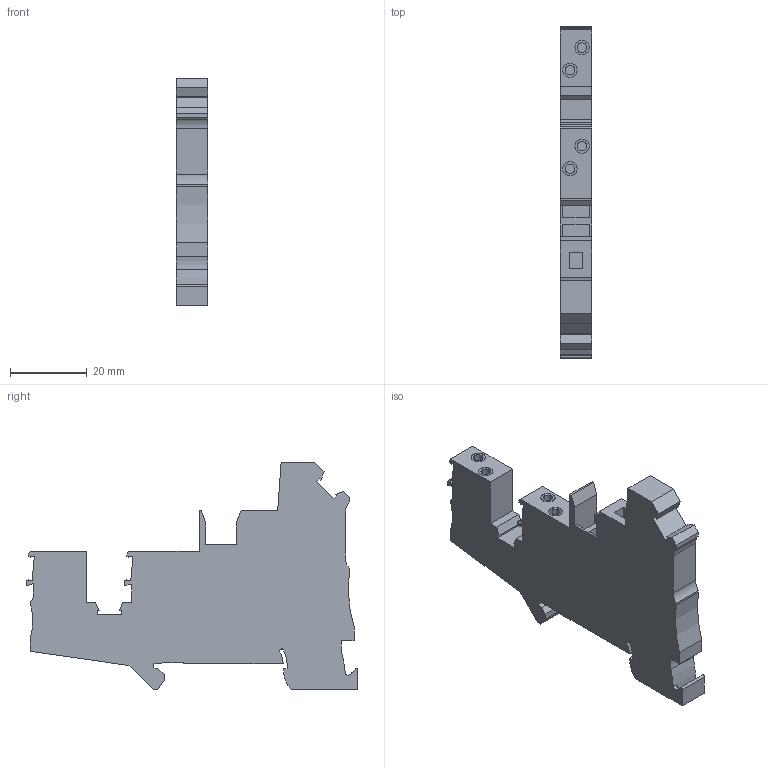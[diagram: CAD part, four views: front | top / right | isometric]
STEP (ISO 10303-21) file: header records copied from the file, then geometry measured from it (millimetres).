
FILE_DESCRIPTION(('Creo Elements/Direct Modeling STEP Export'),'2;1');
FILE_NAME('model.stp','2017-10-20T11:03:23',(''),(''),'Creo Elements/Direct Modeling STEP processor for AP214 (Solid Model)','Creo Elements/Direct Modeling 18.1I 14-Aug-2016 (C) Parametric Technology GmbH','');
FILE_SCHEMA(('AUTOMOTIVE_DESIGN { 1 0 10303 214 1 1 1 1 }'));
Length unit declared in the file: millimetre
Products named in the file (2): UT_6-QUATTRO_2P-F-select
Assembly tree (1 placements, depth 2):
  UT_6-QUATTRO_2P-F-select
    UT_6-QUATTRO_2P-F-select
Bounding box: 8.15 x 86.45 x 59.4 mm (x, y, z)
Volume: 22074.9 mm3; surface area: 10007.9 mm2
Topology: 1 solids, 1 shells, 139 faces, 386 edges, 258 vertices
Faces by surface type: plane 107, cylinder 32
Entity records: 5494 total; most frequent: ORIENTED_EDGE 772, CARTESIAN_POINT 768, DIRECTION 700, EDGE_CURVE 386, VECTOR 320, LINE 320, VERTEX_POINT 258, AXIS2_PLACEMENT_3D 190
